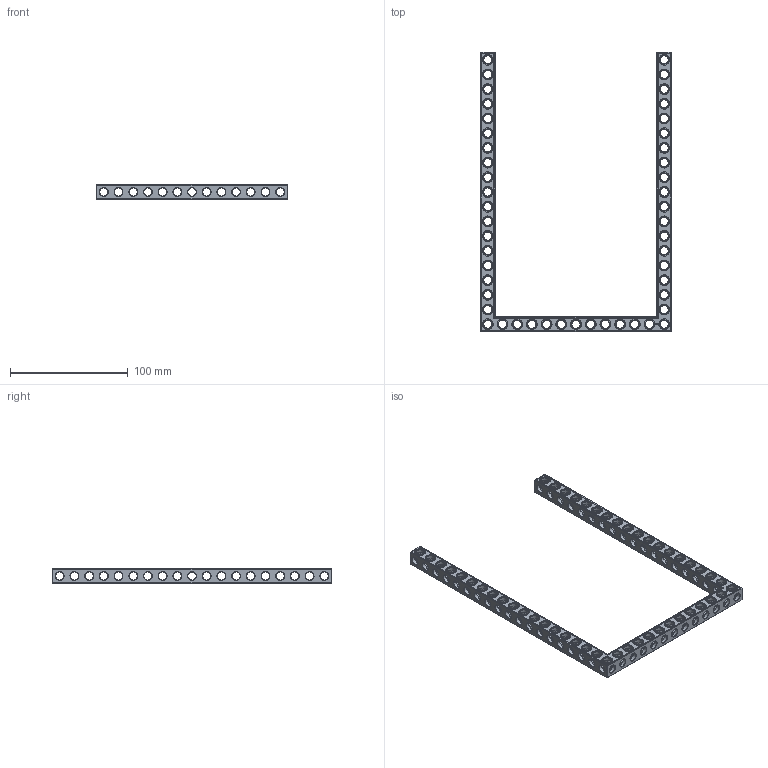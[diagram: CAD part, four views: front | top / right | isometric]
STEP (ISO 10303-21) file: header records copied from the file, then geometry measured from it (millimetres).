
FILE_DESCRIPTION(('FreeCAD Model'),'2;1');
FILE_NAME('Open CASCADE Shape Model','2022-02-26T22:40:22',('Author'),( ''),'Open CASCADE STEP processor 7.5','FreeCAD','Unknown');
FILE_SCHEMA(('AUTOMOTIVE_DESIGN { 1 0 10303 214 1 1 1 1 }'));
Products named in the file (1): Beam AGD ESS USH SYM BU13x19x01 - SPN-BEM-0516 (stemfie.org)
Bounding box: 162.5 x 237.5 x 12.5 mm (x, y, z)
Volume: 47884.9 mm3; surface area: 42692 mm2
Topology: 1 solids, 1 shells, 1079 faces, 3338 edges, 2147 vertices
Faces by surface type: plane 424, cylinder 295, cone 198, extrusion 162
Full cylindrical faces by diameter (mm): 6.98 x40, 7 x206, 9.2 x49
Entity records: 270648 total; most frequent: CARTESIAN_POINT 208822, DIRECTION 9956, ORIENTED_EDGE 6676, PCURVE 6676, DEFINITIONAL_REPRESENTATION 6676, VECTOR 5951, LINE 5789, EDGE_CURVE 3338
